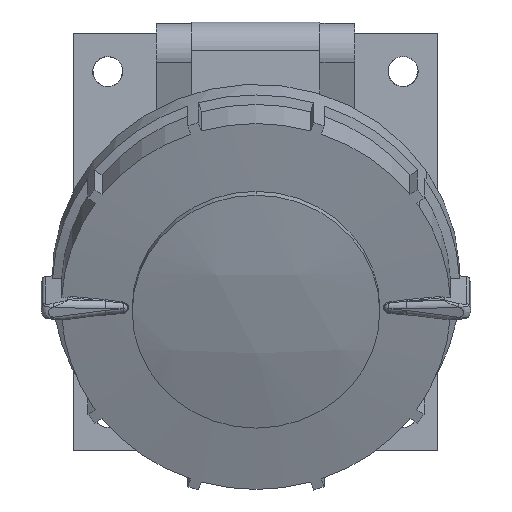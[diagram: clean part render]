
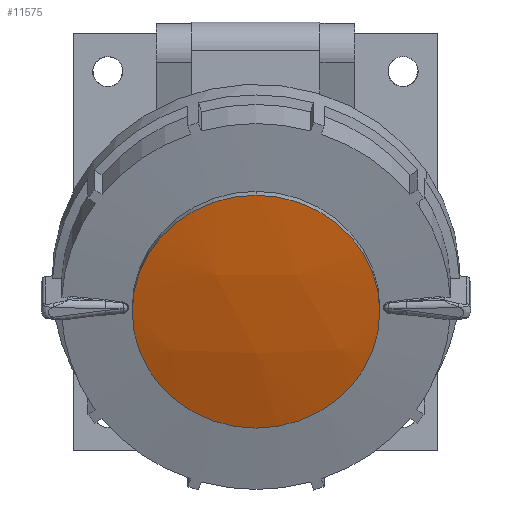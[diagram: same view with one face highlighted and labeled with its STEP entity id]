
A CAD part, top view. The second image highlights one B-rep face of the part: STEP entity #11575.
In plain terms, the highlighted spherical face has radius 159.163 mm.
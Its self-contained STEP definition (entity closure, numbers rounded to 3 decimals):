
#433 = FACE_OUTER_BOUND ( 'NONE', #1543, .T. ) ;
#545 = EDGE_CURVE ( 'NONE', #10001, #6113, #2503, .T. ) ;
#1543 = EDGE_LOOP ( 'NONE', ( #15671, #20810 ) ) ;
#1972 = EDGE_CURVE ( 'NONE', #6113, #10001, #8716, .T. ) ;
#2503 = CIRCLE ( 'NONE', #5892, 21.8 ) ;
#3503 = CARTESIAN_POINT ( 'NONE',  ( 0.104, -32.805, 30.869 ) ) ;
#5151 = DIRECTION ( 'NONE',  ( 0., 0.342, -0.94 ) ) ;
#5892 = AXIS2_PLACEMENT_3D ( 'NONE', #17871, #5151, #11509 ) ;
#6113 = VERTEX_POINT ( 'NONE', #20162 ) ;
#6586 = CARTESIAN_POINT ( 'NONE',  ( 0.104, 41.604, -109.83 ) ) ;
#6696 = SPHERICAL_SURFACE ( 'NONE', #8389, 159.163 ) ;
#7665 = DIRECTION ( 'NONE',  ( 0., 0.342, -0.94 ) ) ;
#8389 = AXIS2_PLACEMENT_3D ( 'NONE', #6586, #14602, #19583 ) ;
#8716 = CIRCLE ( 'NONE', #12414, 21.8 ) ;
#10001 = VERTEX_POINT ( 'NONE', #3503 ) ;
#11509 = DIRECTION ( 'NONE',  ( 0., 0.94, 0.342 ) ) ;
#11575 = ADVANCED_FACE ( 'NONE', ( #433 ), #6696, .T. ) ;
#12414 = AXIS2_PLACEMENT_3D ( 'NONE', #15181, #7665, #15888 ) ;
#14602 = DIRECTION ( 'NONE',  ( 0., 0.707, 0.707 ) ) ;
#15181 = CARTESIAN_POINT ( 'NONE',  ( 0.104, -12.32, 38.325 ) ) ;
#15671 = ORIENTED_EDGE ( 'NONE', *, *, #1972, .F. ) ;
#15888 = DIRECTION ( 'NONE',  ( 0., 0.94, 0.342 ) ) ;
#17871 = CARTESIAN_POINT ( 'NONE',  ( 0.104, -12.32, 38.325 ) ) ;
#19583 = DIRECTION ( 'NONE',  ( -1., 0., 0. ) ) ;
#20162 = CARTESIAN_POINT ( 'NONE',  ( 0.104, 8.165, 45.781 ) ) ;
#20810 = ORIENTED_EDGE ( 'NONE', *, *, #545, .F. ) ;
